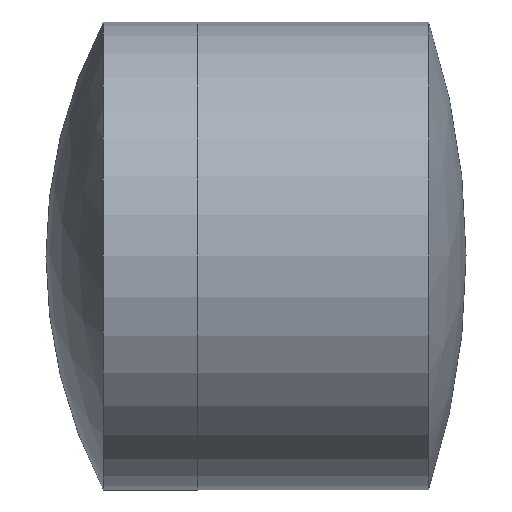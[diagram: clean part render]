
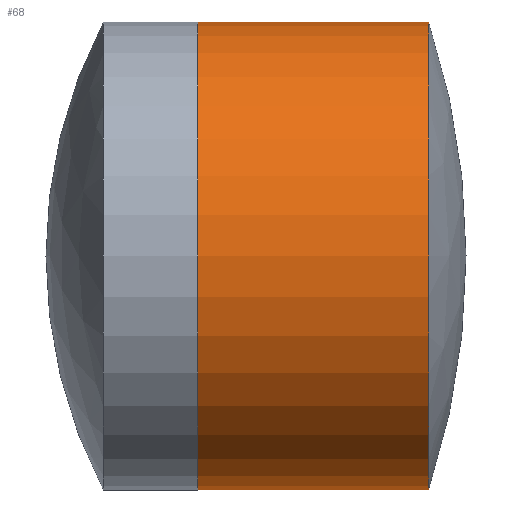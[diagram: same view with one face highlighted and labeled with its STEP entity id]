
A CAD part, front view. The second image highlights one B-rep face of the part: STEP entity #68.
In plain terms, the highlighted cylindrical face has radius 2 mm (diameter 4 mm), a partial arc.
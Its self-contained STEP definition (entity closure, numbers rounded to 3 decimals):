
#2 = AXIS2_PLACEMENT_3D ( 'NONE', #128, #329, #77 ) ;
#4 = ORIENTED_EDGE ( 'NONE', *, *, #245, .T. ) ;
#9 = DIRECTION ( 'NONE',  ( -1., 0., 0. ) ) ;
#14 = VERTEX_POINT ( 'NONE', #212 ) ;
#30 = DIRECTION ( 'NONE',  ( 0., 0., 1. ) ) ;
#41 = VECTOR ( 'NONE', #9, 1000. ) ;
#65 = CARTESIAN_POINT ( 'NONE',  ( -0.552, 0., 2. ) ) ;
#68 = ADVANCED_FACE ( 'NONE', ( #200 ), #126, .T. ) ;
#77 = DIRECTION ( 'NONE',  ( 0., 0., 1. ) ) ;
#80 = EDGE_LOOP ( 'NONE', ( #180, #4, #100, #89 ) ) ;
#82 = CARTESIAN_POINT ( 'NONE',  ( 1.939, 0., 2. ) ) ;
#89 = ORIENTED_EDGE ( 'NONE', *, *, #204, .F. ) ;
#96 = LINE ( 'NONE', #65, #41 ) ;
#100 = ORIENTED_EDGE ( 'NONE', *, *, #267, .T. ) ;
#112 = CARTESIAN_POINT ( 'NONE',  ( 1.939, 0., -2. ) ) ;
#120 = AXIS2_PLACEMENT_3D ( 'NONE', #131, #157, #159 ) ;
#126 = CYLINDRICAL_SURFACE ( 'NONE', #120, 2. ) ;
#128 = CARTESIAN_POINT ( 'NONE',  ( 1.939, 0., 0. ) ) ;
#131 = CARTESIAN_POINT ( 'NONE',  ( -0.552, 0., 0. ) ) ;
#143 = VERTEX_POINT ( 'NONE', #112 ) ;
#150 = VERTEX_POINT ( 'NONE', #82 ) ;
#156 = LINE ( 'NONE', #233, #182 ) ;
#157 = DIRECTION ( 'NONE',  ( -1., 0., 0. ) ) ;
#159 = DIRECTION ( 'NONE',  ( 0., 0., 1. ) ) ;
#180 = ORIENTED_EDGE ( 'NONE', *, *, #305, .F. ) ;
#182 = VECTOR ( 'NONE', #269, 1000. ) ;
#194 = AXIS2_PLACEMENT_3D ( 'NONE', #223, #324, #30 ) ;
#200 = FACE_OUTER_BOUND ( 'NONE', #80, .T. ) ;
#204 = EDGE_CURVE ( 'NONE', #143, #150, #252, .T. ) ;
#212 = CARTESIAN_POINT ( 'NONE',  ( 3.913, 0., 2. ) ) ;
#221 = CIRCLE ( 'NONE', #194, 2. ) ;
#223 = CARTESIAN_POINT ( 'NONE',  ( 3.913, 0., 0. ) ) ;
#233 = CARTESIAN_POINT ( 'NONE',  ( -0.552, 0., -2. ) ) ;
#245 = EDGE_CURVE ( 'NONE', #332, #14, #221, .T. ) ;
#252 = CIRCLE ( 'NONE', #2, 2. ) ;
#267 = EDGE_CURVE ( 'NONE', #14, #150, #96, .T. ) ;
#269 = DIRECTION ( 'NONE',  ( -1., 0., 0. ) ) ;
#300 = CARTESIAN_POINT ( 'NONE',  ( 3.913, 0., -2. ) ) ;
#305 = EDGE_CURVE ( 'NONE', #332, #143, #156, .T. ) ;
#324 = DIRECTION ( 'NONE',  ( -1., 0., 0. ) ) ;
#329 = DIRECTION ( 'NONE',  ( -1., 0., 0. ) ) ;
#332 = VERTEX_POINT ( 'NONE', #300 ) ;
